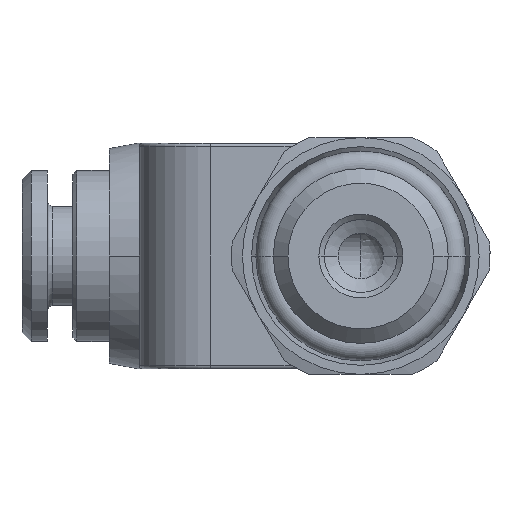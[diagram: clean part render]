
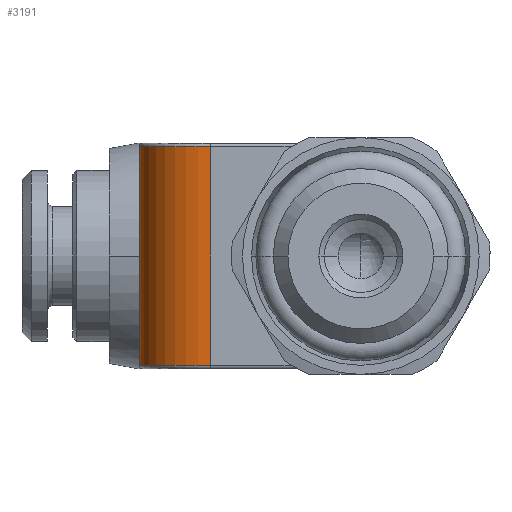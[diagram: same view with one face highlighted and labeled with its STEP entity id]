
A CAD part, front view. The second image highlights one B-rep face of the part: STEP entity #3191.
In plain terms, the highlighted cylindrical face has radius 3.9 mm (diameter 7.8 mm), a partial arc.
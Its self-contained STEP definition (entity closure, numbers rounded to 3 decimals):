
#57=DIRECTION('',(0.,0.,1.));
#58=VECTOR('',#57,12.);
#59=CARTESIAN_POINT('',(-12.15,-8.25,-6.));
#60=LINE('',#59,#58);
#368=CARTESIAN_POINT('',(-8.25,-8.25,6.));
#369=DIRECTION('',(0.,0.,1.));
#370=DIRECTION('',(-1.,0.,0.));
#371=AXIS2_PLACEMENT_3D('',#368,#369,#370);
#373=CARTESIAN_POINT('',(-8.25,-8.25,-6.));
#374=DIRECTION('',(0.,0.,-1.));
#375=DIRECTION('',(0.,-1.,0.));
#376=AXIS2_PLACEMENT_3D('',#373,#374,#375);
#493=DIRECTION('',(0.,0.,1.));
#494=VECTOR('',#493,12.);
#495=CARTESIAN_POINT('',(-8.25,-12.15,-6.));
#496=LINE('',#495,#494);
#2462=CARTESIAN_POINT('',(-8.25,-12.15,6.));
#2464=VERTEX_POINT('',#2462);
#2472=CARTESIAN_POINT('',(-12.15,-8.25,6.));
#2473=VERTEX_POINT('',#2472);
#2530=CARTESIAN_POINT('',(-12.15,-8.25,-6.));
#2531=VERTEX_POINT('',#2530);
#2532=CARTESIAN_POINT('',(-8.25,-12.15,-6.));
#2533=VERTEX_POINT('',#2532);
#3177=CARTESIAN_POINT('',(-8.25,-8.25,-6.2));
#3178=DIRECTION('',(0.,0.,1.));
#3179=DIRECTION('',(1.,0.,0.));
#3180=AXIS2_PLACEMENT_3D('',#3177,#3178,#3179);
#3181=CYLINDRICAL_SURFACE('',#3180,3.9);
#3183=ORIENTED_EDGE('',*,*,#3182,.T.);
#3185=ORIENTED_EDGE('',*,*,#3184,.F.);
#3187=ORIENTED_EDGE('',*,*,#3186,.T.);
#3188=ORIENTED_EDGE('',*,*,#2898,.T.);
#3189=EDGE_LOOP('',(#3183,#3185,#3187,#3188));
#3190=FACE_OUTER_BOUND('',#3189,.F.);
#3191=ADVANCED_FACE('',(#3190),#3181,.T.);
#372=CIRCLE('',#371,3.9);
#377=CIRCLE('',#376,3.9);
#2898=EDGE_CURVE('',#2531,#2473,#60,.T.);
#3182=EDGE_CURVE('',#2473,#2464,#372,.T.);
#3184=EDGE_CURVE('',#2533,#2464,#496,.T.);
#3186=EDGE_CURVE('',#2533,#2531,#377,.T.);
